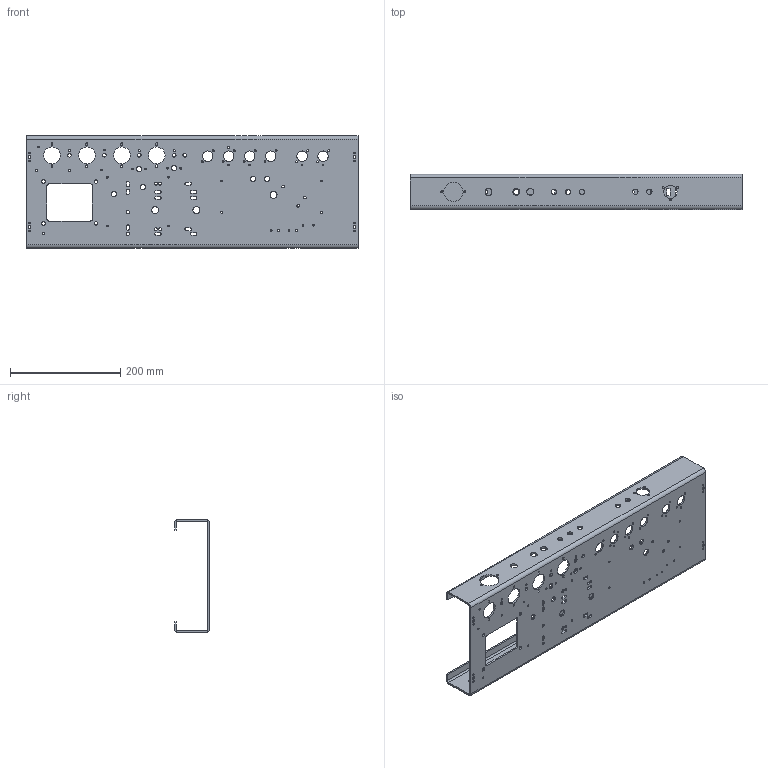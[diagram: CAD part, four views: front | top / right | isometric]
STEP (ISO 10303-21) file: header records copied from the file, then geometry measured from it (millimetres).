
FILE_DESCRIPTION(/* description */ (''),/* implementation_level */ '2;1');
FILE_NAME(/* name */ 'mainChassis.stp',/* time_stamp */ '2019-02-20T16:53:02-05:00',/* author */ ('RCCol'),/* organization */ (''),/* preprocessor_version */ 'ST-DEVELOPER v16.13',/* originating_system */ 'Autodesk Inventor 2018',/* authorisation */ '');
FILE_SCHEMA (('AUTOMOTIVE_DESIGN { 1 0 10303 214 3 1 1 }'));
Length unit declared in the file: inch
Products named in the file (1): mainChassis
Bounding box: 603.25 x 63.5 x 204.47 mm (x, y, z)
Volume: 616444.9 mm3; surface area: 406683.1 mm2
Topology: 1 solids, 1 shells, 313 faces, 901 edges, 590 vertices
Faces by surface type: cylinder 197, plane 116
Full cylindrical faces by diameter (mm): 3 x1, 3.175 x8, 3.3 x12, 3.302 x31, 3.556 x5, 3.912 x10, 4.762 x3, 5.3 x6, 5.334 x4, 6.35 x4, 6.477 x5, 7.925 x1, 9.525 x16, 9.6 x2, 9.652 x4, 12.7 x3, 19.05 x6, 24.206 x1, 30.2 x4, 34.925 x1
Entity records: 10419 total; most frequent: DIRECTION 1796, CARTESIAN_POINT 1678, ORIENTED_EDGE 1548, EDGE_CURVE 774, EDGE_LOOP 750, AXIS2_PLACEMENT_3D 708, VERTEX_POINT 590, FACE_BOUND 437
